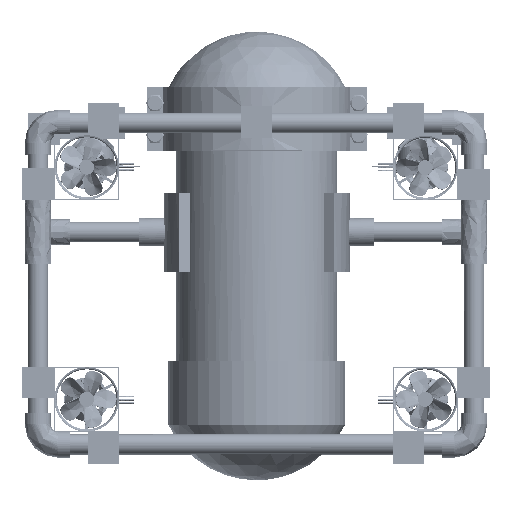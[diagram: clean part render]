
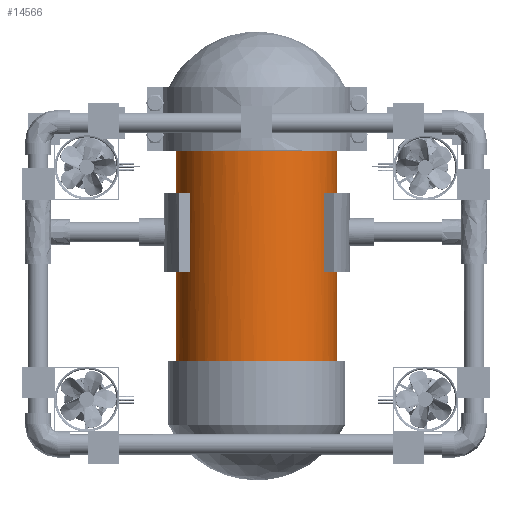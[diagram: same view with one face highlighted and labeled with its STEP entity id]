
A CAD part, top view. The second image highlights one B-rep face of the part: STEP entity #14566.
In plain terms, the highlighted free-form (B-spline) face has degree [2, 1] with [9, 2] control points.
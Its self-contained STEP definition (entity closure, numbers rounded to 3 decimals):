
#14547 = EDGE_CURVE('',#14548,#14548,#14550,.T.);
#14548 = VERTEX_POINT('',#14549);
#14549 = CARTESIAN_POINT('',(465.313,-14.825,
    168.355));
#14550 = ( BOUNDED_CURVE() B_SPLINE_CURVE(2,(#14551,#14552,#14553,#14554
    ,#14555,#14556,#14557),.UNSPECIFIED.,.T.,.F.) 
B_SPLINE_CURVE_WITH_KNOTS((3,2,2,3),(3.142,5.236,
7.33,9.425),.PIECEWISE_BEZIER_KNOTS.) CURVE() 
GEOMETRIC_REPRESENTATION_ITEM() RATIONAL_B_SPLINE_CURVE((1.,0.5,1.,0.5,
1.,0.5,1.)) REPRESENTATION_ITEM('') );
#14551 = CARTESIAN_POINT('',(465.313,-14.825,
    168.355));
#14552 = CARTESIAN_POINT('',(465.313,-14.825,
    60.301));
#14553 = CARTESIAN_POINT('',(558.89,-14.825,
    114.328));
#14554 = CARTESIAN_POINT('',(652.468,-14.825,
    168.355));
#14555 = CARTESIAN_POINT('',(558.89,-14.825,
    222.382));
#14556 = CARTESIAN_POINT('',(465.313,-14.825,
    276.409));
#14557 = CARTESIAN_POINT('',(465.313,-14.825,
    168.355));
#14566 = ADVANCED_FACE('',(#14567),#14588,.T.);
#14567 = FACE_BOUND('',#14568,.T.);
#14568 = EDGE_LOOP('',(#14569,#14581,#14586,#14587));
#14569 = ORIENTED_EDGE('',*,*,#14570,.F.);
#14570 = EDGE_CURVE('',#14571,#14571,#14573,.T.);
#14571 = VERTEX_POINT('',#14572);
#14572 = CARTESIAN_POINT('',(465.313,246.75,
    168.355));
#14573 = ( BOUNDED_CURVE() B_SPLINE_CURVE(2,(#14574,#14575,#14576,#14577
    ,#14578,#14579,#14580),.UNSPECIFIED.,.T.,.F.) 
B_SPLINE_CURVE_WITH_KNOTS((3,2,2,3),(3.142,5.236,
7.33,9.425),.PIECEWISE_BEZIER_KNOTS.) CURVE() 
GEOMETRIC_REPRESENTATION_ITEM() RATIONAL_B_SPLINE_CURVE((1.,0.5,1.,0.5,
1.,0.5,1.)) REPRESENTATION_ITEM('') );
#14574 = CARTESIAN_POINT('',(465.313,246.75,
    168.355));
#14575 = CARTESIAN_POINT('',(465.313,246.75,
    276.409));
#14576 = CARTESIAN_POINT('',(558.89,246.75,
    222.382));
#14577 = CARTESIAN_POINT('',(652.468,246.75,
    168.355));
#14578 = CARTESIAN_POINT('',(558.89,246.75,
    114.328));
#14579 = CARTESIAN_POINT('',(465.313,246.75,
    60.301));
#14580 = CARTESIAN_POINT('',(465.313,246.75,
    168.355));
#14581 = ORIENTED_EDGE('',*,*,#14582,.T.);
#14582 = EDGE_CURVE('',#14571,#14548,#14583,.T.);
#14583 = B_SPLINE_CURVE_WITH_KNOTS('',1,(#14584,#14585),.UNSPECIFIED.,
  .F.,.F.,(2,2),(-88.,125.),.PIECEWISE_BEZIER_KNOTS.);
#14584 = CARTESIAN_POINT('',(465.313,246.75,
    168.355));
#14585 = CARTESIAN_POINT('',(465.313,-14.825,
    168.355));
#14586 = ORIENTED_EDGE('',*,*,#14547,.F.);
#14587 = ORIENTED_EDGE('',*,*,#14582,.F.);
#14588 = ( BOUNDED_SURFACE() B_SPLINE_SURFACE(2,1,(
    (#14589,#14590)
    ,(#14591,#14592)
    ,(#14593,#14594)
    ,(#14595,#14596)
    ,(#14597,#14598)
    ,(#14599,#14600)
    ,(#14601,#14602)
    ,(#14603,#14604)
    ,(#14605,#14606
)),.UNSPECIFIED.,.T.,.F.,.F.) B_SPLINE_SURFACE_WITH_KNOTS((3,2,2,2,3),(2
    ,2),(-3.142,-2.094,0.,2.094,3.142)
,(-125.,88.),.UNSPECIFIED.) GEOMETRIC_REPRESENTATION_ITEM() 
RATIONAL_B_SPLINE_SURFACE((
    (0.75,0.75)
    ,(0.75,0.75)
    ,(1.,1.)
    ,(0.5,0.5)
    ,(1.,1.)
    ,(0.5,0.5)
    ,(1.,1.)
    ,(0.75,0.75)
,(0.75,0.75))) REPRESENTATION_ITEM('') SURFACE() );
#14589 = CARTESIAN_POINT('',(465.313,-14.825,
    168.355));
#14590 = CARTESIAN_POINT('',(465.313,246.75,
    168.355));
#14591 = CARTESIAN_POINT('',(465.313,-14.825,
    204.373));
#14592 = CARTESIAN_POINT('',(465.313,246.75,
    204.373));
#14593 = CARTESIAN_POINT('',(496.505,-14.825,
    222.382));
#14594 = CARTESIAN_POINT('',(496.505,246.75,
    222.382));
#14595 = CARTESIAN_POINT('',(590.083,-14.825,
    276.409));
#14596 = CARTESIAN_POINT('',(590.083,246.75,
    276.409));
#14597 = CARTESIAN_POINT('',(590.083,-14.825,
    168.355));
#14598 = CARTESIAN_POINT('',(590.083,246.75,
    168.355));
#14599 = CARTESIAN_POINT('',(590.083,-14.825,
    60.301));
#14600 = CARTESIAN_POINT('',(590.083,246.75,
    60.301));
#14601 = CARTESIAN_POINT('',(496.505,-14.825,
    114.328));
#14602 = CARTESIAN_POINT('',(496.505,246.75,
    114.328));
#14603 = CARTESIAN_POINT('',(465.313,-14.825,
    132.337));
#14604 = CARTESIAN_POINT('',(465.313,246.75,
    132.337));
#14605 = CARTESIAN_POINT('',(465.313,-14.825,
    168.355));
#14606 = CARTESIAN_POINT('',(465.313,246.75,
    168.355));
